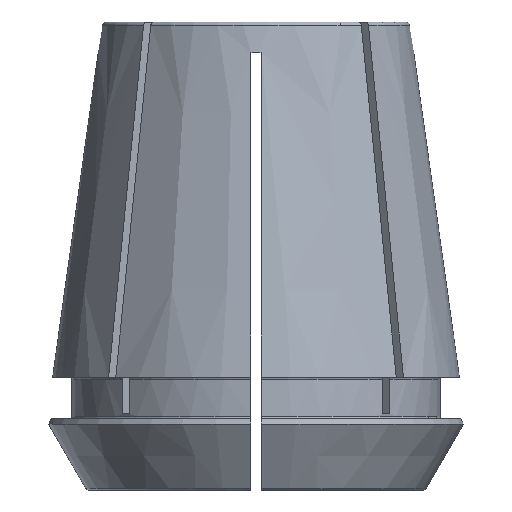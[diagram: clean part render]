
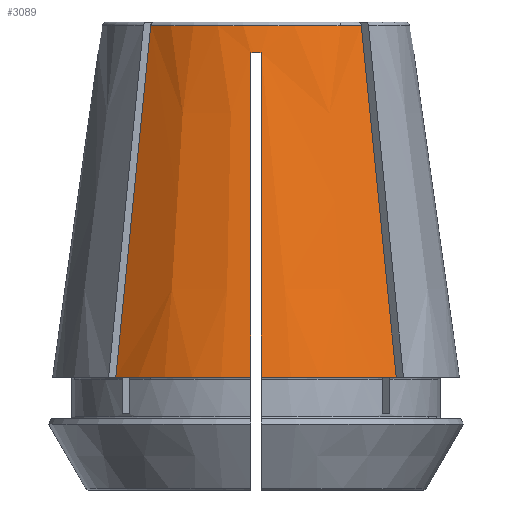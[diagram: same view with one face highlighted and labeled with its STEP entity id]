
A CAD part, front view. The second image highlights one B-rep face of the part: STEP entity #3089.
In plain terms, the highlighted conical face has half-angle 8 degrees and reference radius 15.095 mm.
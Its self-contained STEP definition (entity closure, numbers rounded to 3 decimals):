
#93=B_SPLINE_CURVE_WITH_KNOTS('',3,(#4604,#4605,#4606,#4607),
 .UNSPECIFIED.,.F.,.F.,(4,4),(0.,0.035),
 .UNSPECIFIED.);
#94=B_SPLINE_CURVE_WITH_KNOTS('',3,(#4611,#4612,#4613,#4614,#4615,#4616,
#4617),.UNSPECIFIED.,.F.,.F.,(4,3,4),(0.,0.027,
0.035),.UNSPECIFIED.);
#95=B_SPLINE_CURVE_WITH_KNOTS('',3,(#4621,#4622,#4623,#4624,#4625,#4626,
#4627,#4628,#4629,#4630),.UNSPECIFIED.,.F.,.F.,(4,3,3,4),(0.024,
0.028,0.056,0.056),.UNSPECIFIED.);
#96=B_SPLINE_CURVE_WITH_KNOTS('',3,(#4634,#4635,#4636,#4637,#4638,#4639,
#4640,#4641,#4642,#4643),.UNSPECIFIED.,.F.,.F.,(4,3,3,4),(0.024,
0.028,0.056,0.056),.UNSPECIFIED.);
#205=CONICAL_SURFACE('',#3286,15.095,0.14);
#678=ORIENTED_EDGE('',*,*,#1686,.T.);
#679=ORIENTED_EDGE('',*,*,#1687,.T.);
#680=ORIENTED_EDGE('',*,*,#1688,.F.);
#681=ORIENTED_EDGE('',*,*,#1689,.T.);
#682=ORIENTED_EDGE('',*,*,#1690,.T.);
#683=ORIENTED_EDGE('',*,*,#1691,.F.);
#684=ORIENTED_EDGE('',*,*,#1692,.F.);
#685=ORIENTED_EDGE('',*,*,#1693,.T.);
#1686=EDGE_CURVE('',#2190,#2191,#2512,.T.);
#1687=EDGE_CURVE('',#2191,#2192,#93,.T.);
#1688=EDGE_CURVE('',#2193,#2192,#2513,.T.);
#1689=EDGE_CURVE('',#2193,#2194,#94,.T.);
#1690=EDGE_CURVE('',#2194,#2195,#2514,.T.);
#1691=EDGE_CURVE('',#2196,#2195,#95,.T.);
#1692=EDGE_CURVE('',#2197,#2196,#2515,.T.);
#1693=EDGE_CURVE('',#2197,#2190,#96,.T.);
#2190=VERTEX_POINT('',#4602);
#2191=VERTEX_POINT('',#4603);
#2192=VERTEX_POINT('',#4608);
#2193=VERTEX_POINT('',#4610);
#2194=VERTEX_POINT('',#4618);
#2195=VERTEX_POINT('',#4620);
#2196=VERTEX_POINT('',#4631);
#2197=VERTEX_POINT('',#4633);
#2512=CIRCLE('',#3287,20.);
#2513=CIRCLE('',#3288,15.144);
#2514=CIRCLE('',#3289,20.);
#2515=CIRCLE('',#3290,15.517);
#2685=EDGE_LOOP('',(#678,#679,#680,#681,#682,#683,#684,#685));
#2853=FACE_BOUND('',#2685,.T.);
#3089=ADVANCED_FACE('',(#2853),#205,.T.);
#3286=AXIS2_PLACEMENT_3D('',#4600,#3674,#3675);
#3287=AXIS2_PLACEMENT_3D('',#4601,#3676,#3677);
#3288=AXIS2_PLACEMENT_3D('',#4609,#3678,#3679);
#3289=AXIS2_PLACEMENT_3D('',#4619,#3680,#3681);
#3290=AXIS2_PLACEMENT_3D('',#4632,#3682,#3683);
#3674=DIRECTION('',(0.,0.,-1.));
#3675=DIRECTION('',(-1.,0.,0.));
#3676=DIRECTION('',(0.,0.,1.));
#3677=DIRECTION('',(1.,0.,0.));
#3678=DIRECTION('',(0.,0.,1.));
#3679=DIRECTION('',(1.,0.,0.));
#3680=DIRECTION('',(0.,0.,1.));
#3681=DIRECTION('',(1.,0.,0.));
#3682=DIRECTION('',(0.,0.,-1.));
#3683=DIRECTION('',(-1.,0.,0.));
#4600=CARTESIAN_POINT('',(0.,0.,39.));
#4601=CARTESIAN_POINT('',(0.,0.,4.1));
#4602=CARTESIAN_POINT('',(0.5,-19.994,4.1));
#4603=CARTESIAN_POINT('',(13.784,-14.491,4.1));
#4604=CARTESIAN_POINT('',(13.784,-14.491,4.1));
#4605=CARTESIAN_POINT('',(12.639,-13.346,15.619));
#4606=CARTESIAN_POINT('',(11.494,-12.201,27.137));
#4607=CARTESIAN_POINT('',(10.349,-11.056,38.656));
#4608=CARTESIAN_POINT('',(10.349,-11.056,38.656));
#4609=CARTESIAN_POINT('',(0.,0.,38.656));
#4610=CARTESIAN_POINT('',(-10.349,-11.056,38.656));
#4611=CARTESIAN_POINT('',(-10.349,-11.056,38.656));
#4612=CARTESIAN_POINT('',(-11.221,-11.928,29.88));
#4613=CARTESIAN_POINT('',(-12.094,-12.801,21.104));
#4614=CARTESIAN_POINT('',(-12.966,-13.673,12.328));
#4615=CARTESIAN_POINT('',(-13.239,-13.946,9.585));
#4616=CARTESIAN_POINT('',(-13.512,-14.219,6.843));
#4617=CARTESIAN_POINT('',(-13.784,-14.491,4.1));
#4618=CARTESIAN_POINT('',(-13.784,-14.491,4.1));
#4619=CARTESIAN_POINT('',(0.,0.,4.1));
#4620=CARTESIAN_POINT('',(-0.5,-19.994,4.1));
#4621=CARTESIAN_POINT('',(-0.5,-15.509,36.));
#4622=CARTESIAN_POINT('',(-0.5,-15.694,34.684));
#4623=CARTESIAN_POINT('',(-0.5,-15.879,33.369));
#4624=CARTESIAN_POINT('',(-0.5,-16.064,32.053));
#4625=CARTESIAN_POINT('',(-0.5,-17.373,22.739));
#4626=CARTESIAN_POINT('',(-0.5,-18.683,13.425));
#4627=CARTESIAN_POINT('',(-0.5,-19.992,4.112));
#4628=CARTESIAN_POINT('',(-0.5,-19.993,4.108));
#4629=CARTESIAN_POINT('',(-0.5,-19.993,4.104));
#4630=CARTESIAN_POINT('',(-0.5,-19.994,4.1));
#4631=CARTESIAN_POINT('',(-0.5,-15.509,36.));
#4632=CARTESIAN_POINT('',(0.,0.,36.));
#4633=CARTESIAN_POINT('',(0.5,-15.509,36.));
#4634=CARTESIAN_POINT('',(0.5,-15.509,36.));
#4635=CARTESIAN_POINT('',(0.5,-15.694,34.684));
#4636=CARTESIAN_POINT('',(0.5,-15.879,33.369));
#4637=CARTESIAN_POINT('',(0.5,-16.064,32.053));
#4638=CARTESIAN_POINT('',(0.5,-17.373,22.739));
#4639=CARTESIAN_POINT('',(0.5,-18.683,13.425));
#4640=CARTESIAN_POINT('',(0.5,-19.992,4.112));
#4641=CARTESIAN_POINT('',(0.5,-19.993,4.108));
#4642=CARTESIAN_POINT('',(0.5,-19.993,4.104));
#4643=CARTESIAN_POINT('',(0.5,-19.994,4.1));
